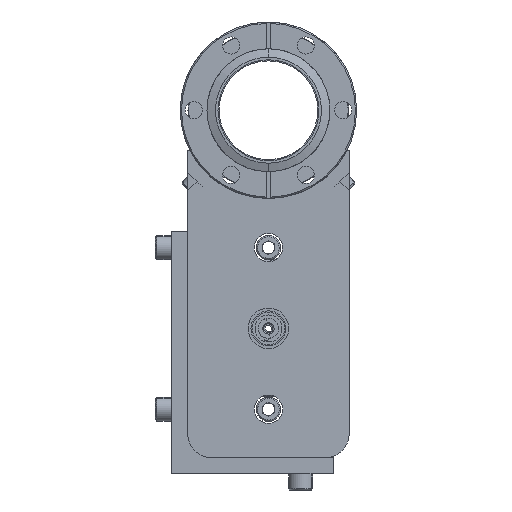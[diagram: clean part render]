
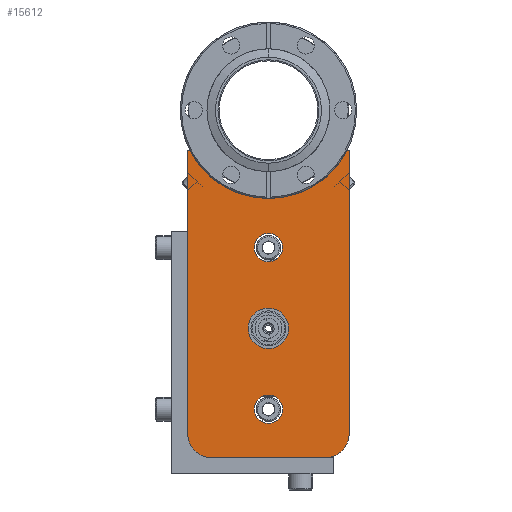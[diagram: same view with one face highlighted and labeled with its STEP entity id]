
A CAD part, front view. The second image highlights one B-rep face of the part: STEP entity #15612.
In plain terms, the highlighted planar face has unit normal (0, -1, 0).
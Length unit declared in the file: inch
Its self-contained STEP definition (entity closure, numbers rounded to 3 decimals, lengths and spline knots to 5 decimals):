
#258 = VERTEX_POINT ( 'NONE', #6825 ) ;
#563 = CIRCLE ( 'NONE', #23543, 0.02 ) ;
#579 = DIRECTION ( 'NONE',  ( 0., 0., 1. ) ) ;
#673 = CARTESIAN_POINT ( 'NONE',  ( -0.875, 0., -5.375 ) ) ;
#694 = AXIS2_PLACEMENT_3D ( 'NONE', #19302, #7519, #21247 ) ;
#839 = AXIS2_PLACEMENT_3D ( 'NONE', #18531, #6743, #20481 ) ;
#911 = ORIENTED_EDGE ( 'NONE', *, *, #6638, .F. ) ;
#944 = LINE ( 'NONE', #13051, #21229 ) ;
#1024 = ORIENTED_EDGE ( 'NONE', *, *, #12156, .F. ) ;
#1068 = VERTEX_POINT ( 'NONE', #15367 ) ;
#1083 = VERTEX_POINT ( 'NONE', #13364 ) ;
#1318 = VERTEX_POINT ( 'NONE', #9691 ) ;
#1336 = FACE_BOUND ( 'NONE', #19214, .T. ) ;
#1611 = ORIENTED_EDGE ( 'NONE', *, *, #18131, .T. ) ;
#1767 = CARTESIAN_POINT ( 'NONE',  ( 0., 0., -2.125 ) ) ;
#1774 = AXIS2_PLACEMENT_3D ( 'NONE', #22721, #10977, #24693 ) ;
#1969 = AXIS2_PLACEMENT_3D ( 'NONE', #2052, #15836, #4013 ) ;
#1983 = EDGE_CURVE ( 'NONE', #14402, #8083, #15005, .T. ) ;
#2007 = CARTESIAN_POINT ( 'NONE',  ( 0., 0., -2.125 ) ) ;
#2052 = CARTESIAN_POINT ( 'NONE',  ( 0., 0., -4.625 ) ) ;
#2758 = ORIENTED_EDGE ( 'NONE', *, *, #24346, .T. ) ;
#2969 = EDGE_LOOP ( 'NONE', ( #5334, #21724 ) ) ;
#3251 = VERTEX_POINT ( 'NONE', #14267 ) ;
#3308 = EDGE_CURVE ( 'NONE', #7240, #25529, #15957, .T. ) ;
#3339 = CIRCLE ( 'NONE', #14027, 0.02 ) ;
#3687 = AXIS2_PLACEMENT_3D ( 'NONE', #4518, #18300, #6505 ) ;
#3739 = DIRECTION ( 'NONE',  ( 0., 0., -1. ) ) ;
#3976 = DIRECTION ( 'NONE',  ( 0., 0., -1. ) ) ;
#4013 = DIRECTION ( 'NONE',  ( 0., 0., -1. ) ) ;
#4518 = CARTESIAN_POINT ( 'NONE',  ( 0., 0., -4.625 ) ) ;
#4758 = CIRCLE ( 'NONE', #18733, 1.365 ) ;
#4911 = AXIS2_PLACEMENT_3D ( 'NONE', #1767, #15562, #3739 ) ;
#5037 = EDGE_CURVE ( 'NONE', #7651, #14572, #12272, .T. ) ;
#5265 = EDGE_CURVE ( 'NONE', #25529, #7484, #11025, .T. ) ;
#5334 = ORIENTED_EDGE ( 'NONE', *, *, #9796, .F. ) ;
#5438 = CARTESIAN_POINT ( 'NONE',  ( -0.875, 0., -5. ) ) ;
#5855 = ORIENTED_EDGE ( 'NONE', *, *, #5265, .F. ) ;
#6079 = VECTOR ( 'NONE', #16430, 39.37008 ) ;
#6416 = VECTOR ( 'NONE', #12121, 39.37008 ) ;
#6505 = DIRECTION ( 'NONE',  ( 0., 0., -1. ) ) ;
#6638 = EDGE_CURVE ( 'NONE', #7484, #20685, #944, .T. ) ;
#6743 = DIRECTION ( 'NONE',  ( 0., 1., 0. ) ) ;
#6825 = CARTESIAN_POINT ( 'NONE',  ( -1.21224, 0., -0.62746 ) ) ;
#7119 = CARTESIAN_POINT ( 'NONE',  ( 1.23, 0., -0.63665 ) ) ;
#7240 = VERTEX_POINT ( 'NONE', #22496 ) ;
#7410 = DIRECTION ( 'NONE',  ( 0., 0., -1. ) ) ;
#7484 = VERTEX_POINT ( 'NONE', #25264 ) ;
#7519 = DIRECTION ( 'NONE',  ( 0., -1., 0. ) ) ;
#7584 = EDGE_LOOP ( 'NONE', ( #8584, #911, #5855, #23231, #17060, #18583, #1024, #19321, #11950 ) ) ;
#7651 = VERTEX_POINT ( 'NONE', #14001 ) ;
#7674 = CARTESIAN_POINT ( 'NONE',  ( 0., 0., -4.84375 ) ) ;
#7925 = CARTESIAN_POINT ( 'NONE',  ( -1.23, 0., -0.63665 ) ) ;
#8083 = VERTEX_POINT ( 'NONE', #7674 ) ;
#8429 = CARTESIAN_POINT ( 'NONE',  ( 0., 0., 0. ) ) ;
#8584 = ORIENTED_EDGE ( 'NONE', *, *, #19334, .F. ) ;
#9118 = DIRECTION ( 'NONE',  ( 0., 0., -1. ) ) ;
#9538 = CARTESIAN_POINT ( 'NONE',  ( 0., 0., -3.375 ) ) ;
#9589 = AXIS2_PLACEMENT_3D ( 'NONE', #24114, #12356, #579 ) ;
#9691 = CARTESIAN_POINT ( 'NONE',  ( 0., 0., -3.68825 ) ) ;
#9796 = EDGE_CURVE ( 'NONE', #1083, #3251, #20851, .T. ) ;
#9906 = DIRECTION ( 'NONE',  ( 0., 0., 1. ) ) ;
#10424 = DIRECTION ( 'NONE',  ( 0., 0., 1. ) ) ;
#10653 = ORIENTED_EDGE ( 'NONE', *, *, #11409, .F. ) ;
#10866 = EDGE_LOOP ( 'NONE', ( #2758, #1611 ) ) ;
#10977 = DIRECTION ( 'NONE',  ( 0., 1., 0. ) ) ;
#11025 = CIRCLE ( 'NONE', #12697, 0.375 ) ;
#11213 = FACE_BOUND ( 'NONE', #2969, .T. ) ;
#11409 = EDGE_CURVE ( 'NONE', #8083, #14402, #13843, .T. ) ;
#11522 = DIRECTION ( 'NONE',  ( 0., 0., 1. ) ) ;
#11950 = ORIENTED_EDGE ( 'NONE', *, *, #14836, .F. ) ;
#12121 = DIRECTION ( 'NONE',  ( 0., 0., -1. ) ) ;
#12156 = EDGE_CURVE ( 'NONE', #15804, #7651, #3339, .T. ) ;
#12223 = CARTESIAN_POINT ( 'NONE',  ( -0.875, 0., -5.375 ) ) ;
#12272 = LINE ( 'NONE', #17985, #6416 ) ;
#12305 = CARTESIAN_POINT ( 'NONE',  ( 0., 0., -4.40625 ) ) ;
#12356 = DIRECTION ( 'NONE',  ( 0., 1., 0. ) ) ;
#12697 = AXIS2_PLACEMENT_3D ( 'NONE', #5438, #19187, #7410 ) ;
#12742 = CIRCLE ( 'NONE', #694, 1.365 ) ;
#13051 = CARTESIAN_POINT ( 'NONE',  ( -1.25, 0., -0.63665 ) ) ;
#13274 = CARTESIAN_POINT ( 'NONE',  ( -1.25, 0., -0.63665 ) ) ;
#13364 = CARTESIAN_POINT ( 'NONE',  ( 0., 0., -2.34375 ) ) ;
#13376 = AXIS2_PLACEMENT_3D ( 'NONE', #2007, #15793, #3976 ) ;
#13843 = CIRCLE ( 'NONE', #1969, 0.21875 ) ;
#14001 = CARTESIAN_POINT ( 'NONE',  ( 1.25, 0., -0.63665 ) ) ;
#14027 = AXIS2_PLACEMENT_3D ( 'NONE', #7119, #20859, #9118 ) ;
#14267 = CARTESIAN_POINT ( 'NONE',  ( 0., 0., -1.90625 ) ) ;
#14289 = CIRCLE ( 'NONE', #839, 0.375 ) ;
#14402 = VERTEX_POINT ( 'NONE', #12305 ) ;
#14572 = VERTEX_POINT ( 'NONE', #16935 ) ;
#14836 = EDGE_CURVE ( 'NONE', #258, #21016, #4758, .T. ) ;
#15005 = CIRCLE ( 'NONE', #3687, 0.21875 ) ;
#15367 = CARTESIAN_POINT ( 'NONE',  ( 0., 0., -3.06175 ) ) ;
#15562 = DIRECTION ( 'NONE',  ( 0., -1., 0. ) ) ;
#15612 = ADVANCED_FACE ( 'NONE', ( #11213, #1336, #16450, #21638 ), #20554, .F. ) ;
#15793 = DIRECTION ( 'NONE',  ( 0., -1., 0. ) ) ;
#15804 = VERTEX_POINT ( 'NONE', #21589 ) ;
#15836 = DIRECTION ( 'NONE',  ( 0., -1., 0. ) ) ;
#15879 = ORIENTED_EDGE ( 'NONE', *, *, #1983, .F. ) ;
#15957 = LINE ( 'NONE', #673, #6079 ) ;
#16430 = DIRECTION ( 'NONE',  ( -1., 0., 0. ) ) ;
#16450 = FACE_OUTER_BOUND ( 'NONE', #7584, .T. ) ;
#16935 = CARTESIAN_POINT ( 'NONE',  ( 1.25, 0., -5. ) ) ;
#17060 = ORIENTED_EDGE ( 'NONE', *, *, #20079, .F. ) ;
#17071 = CIRCLE ( 'NONE', #9589, 0.31325 ) ;
#17985 = CARTESIAN_POINT ( 'NONE',  ( 1.25, 0., -5. ) ) ;
#18131 = EDGE_CURVE ( 'NONE', #1068, #1318, #24969, .T. ) ;
#18300 = DIRECTION ( 'NONE',  ( 0., -1., 0. ) ) ;
#18531 = CARTESIAN_POINT ( 'NONE',  ( 0.875, 0., -5. ) ) ;
#18583 = ORIENTED_EDGE ( 'NONE', *, *, #5037, .F. ) ;
#18733 = AXIS2_PLACEMENT_3D ( 'NONE', #8429, #22156, #10424 ) ;
#19187 = DIRECTION ( 'NONE',  ( 0., 1., 0. ) ) ;
#19214 = EDGE_LOOP ( 'NONE', ( #10653, #15879 ) ) ;
#19302 = CARTESIAN_POINT ( 'NONE',  ( 0., 0., 0. ) ) ;
#19321 = ORIENTED_EDGE ( 'NONE', *, *, #24722, .F. ) ;
#19334 = EDGE_CURVE ( 'NONE', #20685, #258, #563, .T. ) ;
#20079 = EDGE_CURVE ( 'NONE', #14572, #7240, #14289, .T. ) ;
#20481 = DIRECTION ( 'NONE',  ( 0., 0., -1. ) ) ;
#20554 = PLANE ( 'NONE',  #1774 ) ;
#20685 = VERTEX_POINT ( 'NONE', #13274 ) ;
#20803 = EDGE_CURVE ( 'NONE', #3251, #1083, #23445, .T. ) ;
#20840 = DIRECTION ( 'NONE',  ( 0., 0., 1. ) ) ;
#20851 = CIRCLE ( 'NONE', #4911, 0.21875 ) ;
#20859 = DIRECTION ( 'NONE',  ( 0., 1., 0. ) ) ;
#21016 = VERTEX_POINT ( 'NONE', #24239 ) ;
#21229 = VECTOR ( 'NONE', #20840, 39.37008 ) ;
#21247 = DIRECTION ( 'NONE',  ( 0., 0., 1. ) ) ;
#21589 = CARTESIAN_POINT ( 'NONE',  ( 1.21224, 0., -0.62746 ) ) ;
#21638 = FACE_BOUND ( 'NONE', #10866, .T. ) ;
#21650 = DIRECTION ( 'NONE',  ( 0., 1., 0. ) ) ;
#21724 = ORIENTED_EDGE ( 'NONE', *, *, #20803, .F. ) ;
#22156 = DIRECTION ( 'NONE',  ( 0., -1., 0. ) ) ;
#22496 = CARTESIAN_POINT ( 'NONE',  ( 0.875, 0., -5.375 ) ) ;
#22721 = CARTESIAN_POINT ( 'NONE',  ( -1.23, 0., -0.63665 ) ) ;
#23231 = ORIENTED_EDGE ( 'NONE', *, *, #3308, .F. ) ;
#23275 = DIRECTION ( 'NONE',  ( 0., 1., 0. ) ) ;
#23445 = CIRCLE ( 'NONE', #13376, 0.21875 ) ;
#23543 = AXIS2_PLACEMENT_3D ( 'NONE', #7925, #21650, #9906 ) ;
#24114 = CARTESIAN_POINT ( 'NONE',  ( 0., 0., -3.375 ) ) ;
#24239 = CARTESIAN_POINT ( 'NONE',  ( 0., 0., -1.365 ) ) ;
#24346 = EDGE_CURVE ( 'NONE', #1318, #1068, #17071, .T. ) ;
#24677 = AXIS2_PLACEMENT_3D ( 'NONE', #9538, #23275, #11522 ) ;
#24693 = DIRECTION ( 'NONE',  ( 0., 0., 1. ) ) ;
#24722 = EDGE_CURVE ( 'NONE', #21016, #15804, #12742, .T. ) ;
#24969 = CIRCLE ( 'NONE', #24677, 0.31325 ) ;
#25264 = CARTESIAN_POINT ( 'NONE',  ( -1.25, 0., -5. ) ) ;
#25529 = VERTEX_POINT ( 'NONE', #12223 ) ;
